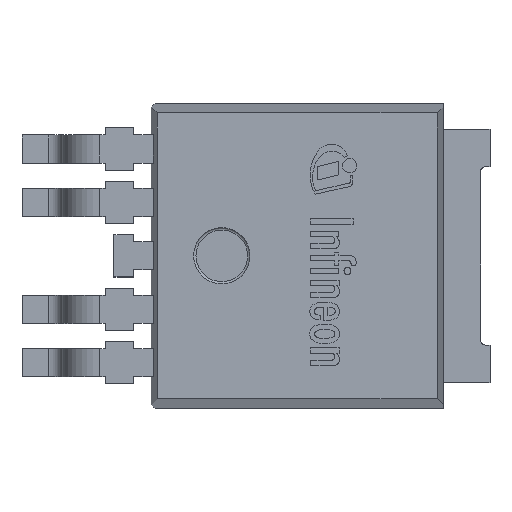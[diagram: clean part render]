
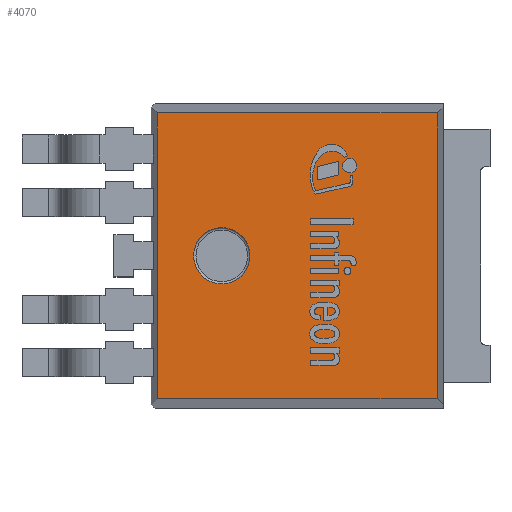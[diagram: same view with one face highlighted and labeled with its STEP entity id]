
A CAD part, top view. The second image highlights one B-rep face of the part: STEP entity #4070.
In plain terms, the highlighted planar face has unit normal (0, 0, 1).
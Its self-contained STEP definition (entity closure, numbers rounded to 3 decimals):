
#109=FACE_BOUND('',#1590,.T.);
#114=PLANE('',#4332);
#309=LINE('',#5666,#817);
#310=LINE('',#5668,#818);
#311=LINE('',#5670,#819);
#312=LINE('',#5671,#820);
#817=VECTOR('',#4615,1000.);
#818=VECTOR('',#4616,1000.);
#819=VECTOR('',#4617,1000.);
#820=VECTOR('',#4618,1000.);
#1351=FACE_OUTER_BOUND('',#1589,.T.);
#1589=EDGE_LOOP('',(#2883,#2884,#2885,#2886));
#1590=EDGE_LOOP('',(#2887));
#1833=CIRCLE('',#4331,0.6);
#1884=VERTEX_POINT('',#5660);
#1885=VERTEX_POINT('',#5664);
#1886=VERTEX_POINT('',#5665);
#1887=VERTEX_POINT('',#5667);
#1888=VERTEX_POINT('',#5669);
#2283=EDGE_CURVE('',#1884,#1884,#1833,.T.);
#2284=EDGE_CURVE('',#1885,#1886,#309,.T.);
#2285=EDGE_CURVE('',#1887,#1885,#310,.T.);
#2286=EDGE_CURVE('',#1887,#1888,#311,.T.);
#2287=EDGE_CURVE('',#1888,#1886,#312,.T.);
#2883=ORIENTED_EDGE('',*,*,#2284,.F.);
#2884=ORIENTED_EDGE('',*,*,#2285,.F.);
#2885=ORIENTED_EDGE('',*,*,#2286,.T.);
#2886=ORIENTED_EDGE('',*,*,#2287,.T.);
#2887=ORIENTED_EDGE('',*,*,#2283,.F.);
#4070=ADVANCED_FACE('',(#1351,#109),#114,.T.);
#4331=AXIS2_PLACEMENT_3D('',#5662,#4611,#4612);
#4332=AXIS2_PLACEMENT_3D('',#5663,#4613,#4614);
#4611=DIRECTION('center_axis',(0.,0.,1.));
#4612=DIRECTION('ref_axis',(0.,-1.,0.));
#4613=DIRECTION('center_axis',(0.,0.,1.));
#4614=DIRECTION('ref_axis',(0.,-1.,0.));
#4615=DIRECTION('',(1.,0.,0.));
#4616=DIRECTION('',(0.,1.,0.));
#4617=DIRECTION('',(1.,0.,0.));
#4618=DIRECTION('',(0.,1.,0.));
#5660=CARTESIAN_POINT('',(-0.73,0.6,2.5));
#5662=CARTESIAN_POINT('Origin',(-0.73,0.,
2.5));
#5663=CARTESIAN_POINT('Origin',(0.,0.,2.5));
#5664=CARTESIAN_POINT('',(-2.103,3.046,2.5));
#5665=CARTESIAN_POINT('',(3.863,3.046,2.5));
#5666=CARTESIAN_POINT('',(-2.23,3.046,2.5));
#5667=CARTESIAN_POINT('',(-2.103,-3.046,2.5));
#5668=CARTESIAN_POINT('',(-2.103,-3.25,2.5));
#5669=CARTESIAN_POINT('',(3.863,-3.046,2.5));
#5670=CARTESIAN_POINT('',(-2.23,-3.046,2.5));
#5671=CARTESIAN_POINT('',(3.863,-3.25,2.5));
